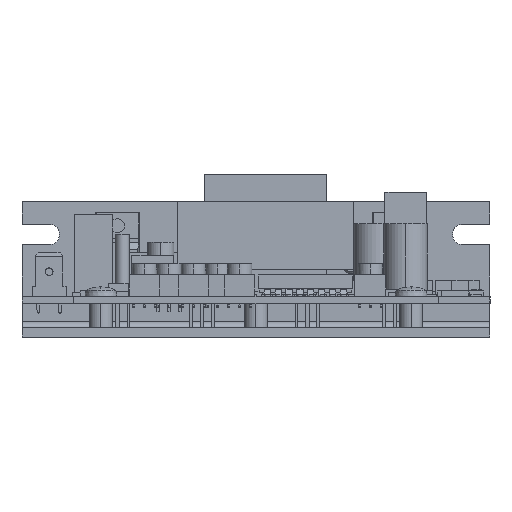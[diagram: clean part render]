
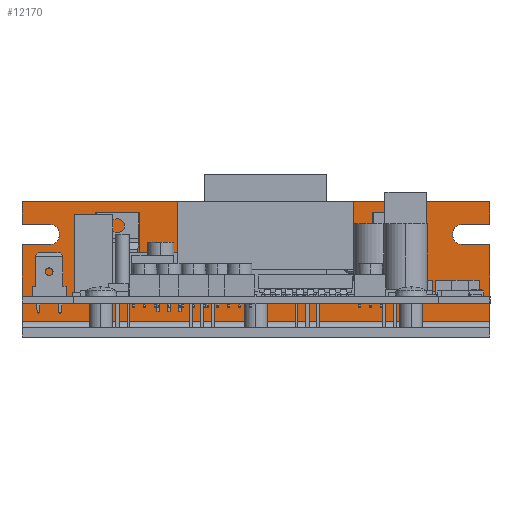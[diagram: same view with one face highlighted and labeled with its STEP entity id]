
A CAD part, top view. The second image highlights one B-rep face of the part: STEP entity #12170.
In plain terms, the highlighted planar face has unit normal (0, 0, 1).
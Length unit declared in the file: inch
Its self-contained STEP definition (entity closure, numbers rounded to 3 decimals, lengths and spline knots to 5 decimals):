
#46 = VERTEX_POINT ( 'NONE', #79940 ) ;
#113 = EDGE_CURVE ( 'NONE', #2886, #2867, #11643, .T. ) ;
#887 = DIRECTION ( 'NONE',  ( 0., 0., 1. ) ) ;
#1862 = CARTESIAN_POINT ( 'NONE',  ( 3.02, 0.66, -3.55 ) ) ;
#2427 = EDGE_CURVE ( 'NONE', #2867, #2886, #66031, .T. ) ;
#2455 = ORIENTED_EDGE ( 'NONE', *, *, #70082, .F. ) ;
#2817 = VECTOR ( 'NONE', #67679, 39.37008 ) ;
#2867 = VERTEX_POINT ( 'NONE', #4259 ) ;
#2886 = VERTEX_POINT ( 'NONE', #50869 ) ;
#3711 = AXIS2_PLACEMENT_3D ( 'NONE', #1862, #48174, #8516 ) ;
#4259 = CARTESIAN_POINT ( 'NONE',  ( 2.94525, 0.66, -3.55 ) ) ;
#4647 = VERTEX_POINT ( 'NONE', #45356 ) ;
#5889 = VECTOR ( 'NONE', #24665, 39.37008 ) ;
#5925 = CARTESIAN_POINT ( 'NONE',  ( 0., 0.09, -3.55 ) ) ;
#6432 = VERTEX_POINT ( 'NONE', #32835 ) ;
#6959 = DIRECTION ( 'NONE',  ( -1., 0., 0. ) ) ;
#8136 = DIRECTION ( 'NONE',  ( 1., 0., 0. ) ) ;
#8261 = LINE ( 'NONE', #41147, #39329 ) ;
#8516 = DIRECTION ( 'NONE',  ( 1., 0., 0. ) ) ;
#8573 = DIRECTION ( 'NONE',  ( -1., 0., 0. ) ) ;
#8657 = ORIENTED_EDGE ( 'NONE', *, *, #63201, .F. ) ;
#9490 = CIRCLE ( 'NONE', #72472, 0.094 ) ;
#9517 = DIRECTION ( 'NONE',  ( 0., 1., 0. ) ) ;
#11643 = CIRCLE ( 'NONE', #3711, 0.07475 ) ;
#12147 = EDGE_CURVE ( 'NONE', #60617, #58839, #51624, .T. ) ;
#12170 = ADVANCED_FACE ( 'NONE', ( #64971, #14329, #47484 ), #52515, .T. ) ;
#12249 = AXIS2_PLACEMENT_3D ( 'NONE', #32550, #59089, #19522 ) ;
#12919 = CARTESIAN_POINT ( 'NONE',  ( 0., 1.044, -3.55 ) ) ;
#14010 = VECTOR ( 'NONE', #57555, 39.37008 ) ;
#14329 = FACE_BOUND ( 'NONE', #72012, .T. ) ;
#14478 = DIRECTION ( 'NONE',  ( 0., 0., 1. ) ) ;
#14837 = ORIENTED_EDGE ( 'NONE', *, *, #83541, .F. ) ;
#14971 = ORIENTED_EDGE ( 'NONE', *, *, #32188, .F. ) ;
#15244 = CIRCLE ( 'NONE', #55532, 0.094 ) ;
#15743 = AXIS2_PLACEMENT_3D ( 'NONE', #66845, #27306, #73491 ) ;
#19522 = DIRECTION ( 'NONE',  ( 1., 0., 0. ) ) ;
#19753 = DIRECTION ( 'NONE',  ( 0., 0., 1. ) ) ;
#21187 = ORIENTED_EDGE ( 'NONE', *, *, #45089, .T. ) ;
#21231 = VERTEX_POINT ( 'NONE', #34944 ) ;
#21419 = DIRECTION ( 'NONE',  ( -1., 0., 0. ) ) ;
#21550 = CARTESIAN_POINT ( 'NONE',  ( 4.3, 1.25, -3.55 ) ) ;
#21724 = VECTOR ( 'NONE', #51879, 39.37008 ) ;
#24642 = VERTEX_POINT ( 'NONE', #32543 ) ;
#24665 = DIRECTION ( 'NONE',  ( 0., -1., 0. ) ) ;
#25286 = VECTOR ( 'NONE', #6959, 39.37008 ) ;
#26960 = CARTESIAN_POINT ( 'NONE',  ( 4.3, 1.044, -3.55 ) ) ;
#27011 = VERTEX_POINT ( 'NONE', #32128 ) ;
#27128 = ORIENTED_EDGE ( 'NONE', *, *, #33926, .T. ) ;
#27217 = VERTEX_POINT ( 'NONE', #27491 ) ;
#27306 = DIRECTION ( 'NONE',  ( 0., 0., 1. ) ) ;
#27491 = CARTESIAN_POINT ( 'NONE',  ( 4.3, 1.044, -3.55 ) ) ;
#28287 = CARTESIAN_POINT ( 'NONE',  ( 0., 1.044, -3.55 ) ) ;
#29354 = VERTEX_POINT ( 'NONE', #12919 ) ;
#30171 = ORIENTED_EDGE ( 'NONE', *, *, #84035, .F. ) ;
#30524 = DIRECTION ( 'NONE',  ( 0., 0., 1. ) ) ;
#31947 = VECTOR ( 'NONE', #52225, 39.37008 ) ;
#32128 = CARTESIAN_POINT ( 'NONE',  ( 0.25, 1.044, -3.55 ) ) ;
#32188 = EDGE_CURVE ( 'NONE', #70337, #6432, #68573, .T. ) ;
#32543 = CARTESIAN_POINT ( 'NONE',  ( 4.3, 0.856, -3.55 ) ) ;
#32550 = CARTESIAN_POINT ( 'NONE',  ( 4.3, 0.09, -3.55 ) ) ;
#32835 = CARTESIAN_POINT ( 'NONE',  ( 1.33475, 0.66, -3.55 ) ) ;
#33259 = CARTESIAN_POINT ( 'NONE',  ( 3.02, 0.66, -3.55 ) ) ;
#33698 = LINE ( 'NONE', #63109, #14010 ) ;
#33926 = EDGE_CURVE ( 'NONE', #59752, #46, #58933, .T. ) ;
#34168 = CARTESIAN_POINT ( 'NONE',  ( 4.05, 0.856, -3.55 ) ) ;
#34944 = CARTESIAN_POINT ( 'NONE',  ( 0.25, 0.856, -3.55 ) ) ;
#35887 = CARTESIAN_POINT ( 'NONE',  ( 0., 0.15, -3.55 ) ) ;
#36545 = AXIS2_PLACEMENT_3D ( 'NONE', #70060, #30524, #76704 ) ;
#38985 = EDGE_CURVE ( 'NONE', #27217, #59752, #40533, .T. ) ;
#39036 = LINE ( 'NONE', #70867, #5889 ) ;
#39329 = VECTOR ( 'NONE', #8136, 39.37008 ) ;
#39925 = DIRECTION ( 'NONE',  ( 1., 0., 0. ) ) ;
#40045 = ORIENTED_EDGE ( 'NONE', *, *, #83744, .T. ) ;
#40316 = VERTEX_POINT ( 'NONE', #44496 ) ;
#40533 = LINE ( 'NONE', #49151, #42615 ) ;
#40546 = CARTESIAN_POINT ( 'NONE',  ( 0.25, 0.95, -3.55 ) ) ;
#40970 = VECTOR ( 'NONE', #8573, 39.37008 ) ;
#41147 = CARTESIAN_POINT ( 'NONE',  ( 4.3, 0.856, -3.55 ) ) ;
#41171 = CARTESIAN_POINT ( 'NONE',  ( 0., 0.856, -3.55 ) ) ;
#42165 = AXIS2_PLACEMENT_3D ( 'NONE', #33259, #79484, #39925 ) ;
#42260 = CARTESIAN_POINT ( 'NONE',  ( 1.18525, 0.66, -3.55 ) ) ;
#42615 = VECTOR ( 'NONE', #9517, 39.37008 ) ;
#43071 = LINE ( 'NONE', #28287, #40970 ) ;
#43131 = EDGE_CURVE ( 'NONE', #27011, #29354, #43071, .T. ) ;
#43591 = CIRCLE ( 'NONE', #36545, 0.07475 ) ;
#44496 = CARTESIAN_POINT ( 'NONE',  ( 4.05, 1.044, -3.55 ) ) ;
#45089 = EDGE_CURVE ( 'NONE', #4647, #24642, #33698, .T. ) ;
#45201 = ORIENTED_EDGE ( 'NONE', *, *, #79338, .F. ) ;
#45252 = CARTESIAN_POINT ( 'NONE',  ( 4.3, 1.25, -3.55 ) ) ;
#45356 = CARTESIAN_POINT ( 'NONE',  ( 4.3, 0.15, -3.55 ) ) ;
#46342 = EDGE_CURVE ( 'NONE', #6432, #70337, #43591, .T. ) ;
#47208 = DIRECTION ( 'NONE',  ( 1., 0., 0. ) ) ;
#47484 = FACE_OUTER_BOUND ( 'NONE', #84286, .T. ) ;
#48174 = DIRECTION ( 'NONE',  ( 0., 0., 1. ) ) ;
#48842 = CIRCLE ( 'NONE', #63555, 0.094 ) ;
#49151 = CARTESIAN_POINT ( 'NONE',  ( 4.3, 0.09, -3.55 ) ) ;
#50869 = CARTESIAN_POINT ( 'NONE',  ( 3.09475, 0.66, -3.55 ) ) ;
#51624 = LINE ( 'NONE', #5925, #31947 ) ;
#51879 = DIRECTION ( 'NONE',  ( -1., 0., 0. ) ) ;
#52225 = DIRECTION ( 'NONE',  ( 0., -1., 0. ) ) ;
#52515 = PLANE ( 'NONE',  #12249 ) ;
#54096 = CARTESIAN_POINT ( 'NONE',  ( 0.25, 0.95, -3.55 ) ) ;
#55532 = AXIS2_PLACEMENT_3D ( 'NONE', #59314, #19753, #65975 ) ;
#55886 = EDGE_LOOP ( 'NONE', ( #14971, #67140 ) ) ;
#57555 = DIRECTION ( 'NONE',  ( 0., 1., 0. ) ) ;
#58839 = VERTEX_POINT ( 'NONE', #35887 ) ;
#58933 = LINE ( 'NONE', #45252, #21724 ) ;
#59089 = DIRECTION ( 'NONE',  ( 0., 0., 1. ) ) ;
#59314 = CARTESIAN_POINT ( 'NONE',  ( 4.05, 0.95, -3.55 ) ) ;
#59702 = LINE ( 'NONE', #41171, #2817 ) ;
#59752 = VERTEX_POINT ( 'NONE', #21550 ) ;
#60617 = VERTEX_POINT ( 'NONE', #81597 ) ;
#60699 = DIRECTION ( 'NONE',  ( 1., 0., 0. ) ) ;
#63109 = CARTESIAN_POINT ( 'NONE',  ( 4.3, 0.09, -3.55 ) ) ;
#63201 = EDGE_CURVE ( 'NONE', #84018, #24642, #8261, .T. ) ;
#63555 = AXIS2_PLACEMENT_3D ( 'NONE', #40546, #887, #47208 ) ;
#64760 = EDGE_CURVE ( 'NONE', #40316, #84018, #15244, .T. ) ;
#64971 = FACE_BOUND ( 'NONE', #55886, .T. ) ;
#65975 = DIRECTION ( 'NONE',  ( -1., 0., 0. ) ) ;
#66031 = CIRCLE ( 'NONE', #42165, 0.07475 ) ;
#66447 = CARTESIAN_POINT ( 'NONE',  ( 0.344, 0.95, -3.55 ) ) ;
#66845 = CARTESIAN_POINT ( 'NONE',  ( 1.26, 0.66, -3.55 ) ) ;
#67140 = ORIENTED_EDGE ( 'NONE', *, *, #46342, .F. ) ;
#67679 = DIRECTION ( 'NONE',  ( 1., 0., 0. ) ) ;
#68551 = ORIENTED_EDGE ( 'NONE', *, *, #2427, .F. ) ;
#68573 = CIRCLE ( 'NONE', #15743, 0.07475 ) ;
#70060 = CARTESIAN_POINT ( 'NONE',  ( 1.26, 0.66, -3.55 ) ) ;
#70082 = EDGE_CURVE ( 'NONE', #27217, #40316, #75924, .T. ) ;
#70337 = VERTEX_POINT ( 'NONE', #42260 ) ;
#70694 = ORIENTED_EDGE ( 'NONE', *, *, #12147, .T. ) ;
#70867 = CARTESIAN_POINT ( 'NONE',  ( 0., 0.09, -3.55 ) ) ;
#72012 = EDGE_LOOP ( 'NONE', ( #68551, #82389 ) ) ;
#72472 = AXIS2_PLACEMENT_3D ( 'NONE', #54096, #14478, #60699 ) ;
#72853 = VERTEX_POINT ( 'NONE', #66447 ) ;
#73491 = DIRECTION ( 'NONE',  ( 1., 0., 0. ) ) ;
#74281 = ORIENTED_EDGE ( 'NONE', *, *, #38985, .T. ) ;
#75924 = LINE ( 'NONE', #26960, #25286 ) ;
#76704 = DIRECTION ( 'NONE',  ( 1., 0., 0. ) ) ;
#79338 = EDGE_CURVE ( 'NONE', #21231, #72853, #48842, .T. ) ;
#79392 = EDGE_CURVE ( 'NONE', #72853, #27011, #9490, .T. ) ;
#79484 = DIRECTION ( 'NONE',  ( 0., 0., 1. ) ) ;
#79940 = CARTESIAN_POINT ( 'NONE',  ( 0., 1.25, -3.55 ) ) ;
#80669 = CARTESIAN_POINT ( 'NONE',  ( 4.3, 0.15, -3.55 ) ) ;
#81052 = ORIENTED_EDGE ( 'NONE', *, *, #79392, .F. ) ;
#81597 = CARTESIAN_POINT ( 'NONE',  ( 0., 0.856, -3.55 ) ) ;
#82385 = VECTOR ( 'NONE', #21419, 39.37008 ) ;
#82389 = ORIENTED_EDGE ( 'NONE', *, *, #113, .F. ) ;
#83541 = EDGE_CURVE ( 'NONE', #60617, #21231, #59702, .T. ) ;
#83744 = EDGE_CURVE ( 'NONE', #46, #29354, #39036, .T. ) ;
#83952 = ORIENTED_EDGE ( 'NONE', *, *, #64760, .F. ) ;
#84018 = VERTEX_POINT ( 'NONE', #34168 ) ;
#84035 = EDGE_CURVE ( 'NONE', #4647, #58839, #84460, .T. ) ;
#84286 = EDGE_LOOP ( 'NONE', ( #85720, #81052, #45201, #14837, #70694, #30171, #21187, #8657, #83952, #2455, #74281, #27128, #40045 ) ) ;
#84460 = LINE ( 'NONE', #80669, #82385 ) ;
#85720 = ORIENTED_EDGE ( 'NONE', *, *, #43131, .F. ) ;
